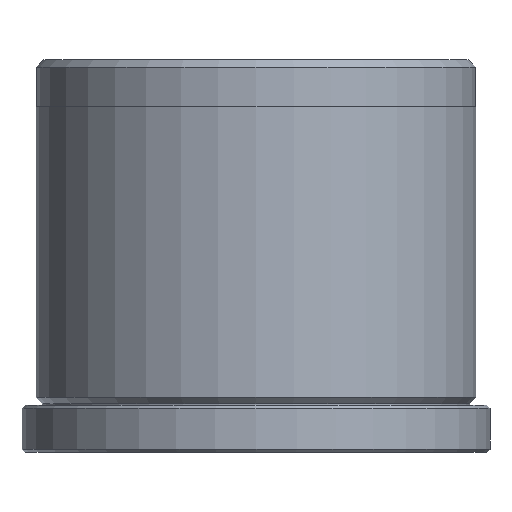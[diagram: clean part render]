
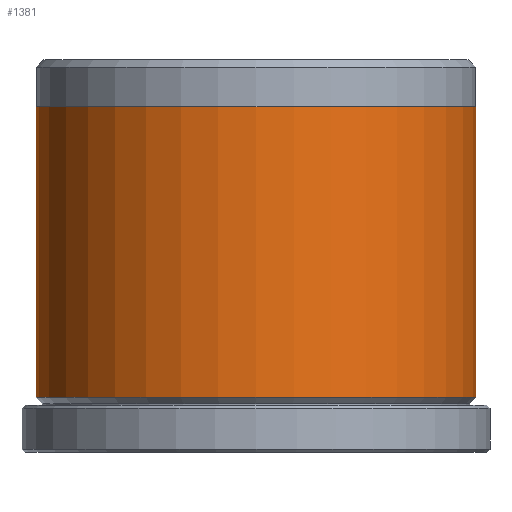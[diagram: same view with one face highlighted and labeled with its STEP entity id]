
A CAD part, front view. The second image highlights one B-rep face of the part: STEP entity #1381.
In plain terms, the highlighted cylindrical face has radius 14 mm (diameter 28 mm), a partial arc.
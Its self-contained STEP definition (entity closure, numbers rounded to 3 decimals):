
#1 = EDGE_CURVE ( 'NONE', #1750, #595, #1424, .T. ) ;
#15 = CARTESIAN_POINT ( 'NONE',  ( 0., 0., 22. ) ) ;
#113 = VERTEX_POINT ( 'NONE', #1036 ) ;
#152 = CARTESIAN_POINT ( 'NONE',  ( 14., 0., 22. ) ) ;
#201 = ORIENTED_EDGE ( 'NONE', *, *, #1950, .T. ) ;
#280 = DIRECTION ( 'NONE',  ( 1., 0., 0. ) ) ;
#426 = EDGE_LOOP ( 'NONE', ( #440, #1814, #201, #790 ) ) ;
#436 = CIRCLE ( 'NONE', #1368, 14. ) ;
#440 = ORIENTED_EDGE ( 'NONE', *, *, #1031, .F. ) ;
#593 = VECTOR ( 'NONE', #1742, 1000. ) ;
#595 = VERTEX_POINT ( 'NONE', #152 ) ;
#654 = CARTESIAN_POINT ( 'NONE',  ( 14., 0., 3.5 ) ) ;
#721 = LINE ( 'NONE', #1869, #593 ) ;
#790 = ORIENTED_EDGE ( 'NONE', *, *, #983, .F. ) ;
#881 = VECTOR ( 'NONE', #1429, 1000. ) ;
#966 = AXIS2_PLACEMENT_3D ( 'NONE', #15, #1681, #280 ) ;
#983 = EDGE_CURVE ( 'NONE', #2071, #113, #436, .T. ) ;
#1031 = EDGE_CURVE ( 'NONE', #595, #2071, #721, .T. ) ;
#1036 = CARTESIAN_POINT ( 'NONE',  ( -14., 0., 3.5 ) ) ;
#1325 = CARTESIAN_POINT ( 'NONE',  ( -14., 0., 22. ) ) ;
#1368 = AXIS2_PLACEMENT_3D ( 'NONE', #1612, #1618, #1628 ) ;
#1381 = ADVANCED_FACE ( 'NONE', ( #1781 ), #2047, .T. ) ;
#1407 = CARTESIAN_POINT ( 'NONE',  ( -14., 0., 25. ) ) ;
#1424 = CIRCLE ( 'NONE', #966, 14. ) ;
#1429 = DIRECTION ( 'NONE',  ( 0., 0., -1. ) ) ;
#1612 = CARTESIAN_POINT ( 'NONE',  ( 0., 0., 3.5 ) ) ;
#1618 = DIRECTION ( 'NONE',  ( 0., 0., -1. ) ) ;
#1628 = DIRECTION ( 'NONE',  ( -1., 0., 0. ) ) ;
#1681 = DIRECTION ( 'NONE',  ( 0., 0., 1. ) ) ;
#1684 = AXIS2_PLACEMENT_3D ( 'NONE', #2020, #1995, #2054 ) ;
#1742 = DIRECTION ( 'NONE',  ( 0., 0., -1. ) ) ;
#1750 = VERTEX_POINT ( 'NONE', #1325 ) ;
#1781 = FACE_OUTER_BOUND ( 'NONE', #426, .T. ) ;
#1814 = ORIENTED_EDGE ( 'NONE', *, *, #1, .F. ) ;
#1830 = LINE ( 'NONE', #1407, #881 ) ;
#1869 = CARTESIAN_POINT ( 'NONE',  ( 14., 0., 25. ) ) ;
#1950 = EDGE_CURVE ( 'NONE', #1750, #113, #1830, .T. ) ;
#1995 = DIRECTION ( 'NONE',  ( 0., 0., -1. ) ) ;
#2020 = CARTESIAN_POINT ( 'NONE',  ( 0., 0., 25. ) ) ;
#2047 = CYLINDRICAL_SURFACE ( 'NONE', #1684, 14. ) ;
#2054 = DIRECTION ( 'NONE',  ( -1., 0., 0. ) ) ;
#2071 = VERTEX_POINT ( 'NONE', #654 ) ;
